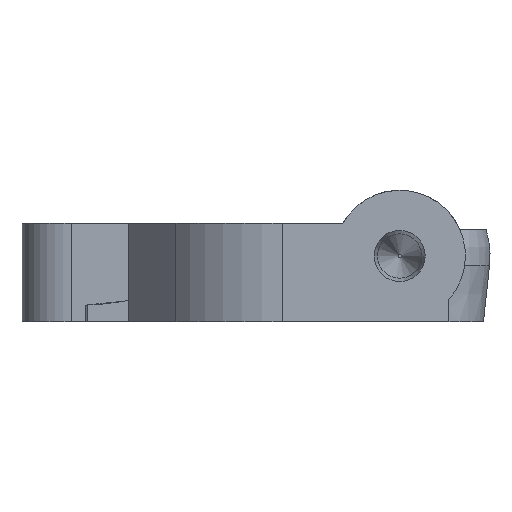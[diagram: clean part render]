
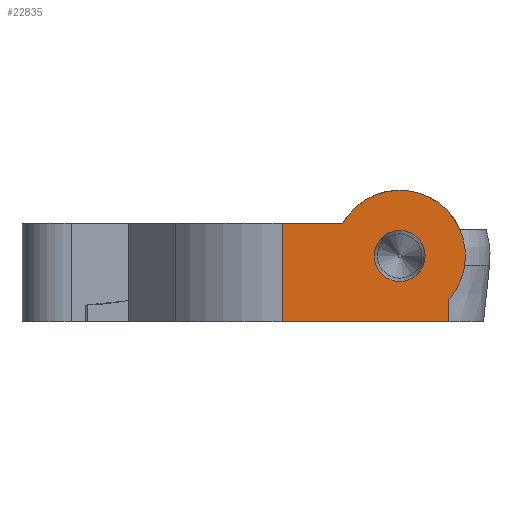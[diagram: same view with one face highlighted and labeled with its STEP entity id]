
A CAD part, left-side view. The second image highlights one B-rep face of the part: STEP entity #22835.
In plain terms, the highlighted planar face has unit normal (-1, 0, 0).
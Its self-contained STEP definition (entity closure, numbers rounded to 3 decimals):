
#123 = PLANE('',#124);
#124 = AXIS2_PLACEMENT_3D('',#125,#126,#127);
#125 = CARTESIAN_POINT('',(2.677,-51.935,
    0.));
#126 = DIRECTION('',(0.,0.,-1.));
#127 = DIRECTION('',(0.,-1.,0.));
#2132 = PLANE('',#2133);
#2133 = AXIS2_PLACEMENT_3D('',#2134,#2135,#2136);
#2134 = CARTESIAN_POINT('',(0.,-63.,3.));
#2135 = DIRECTION('',(-0.,-1.,-0.));
#2136 = DIRECTION('',(0.,0.,-1.));
#2557 = EDGE_CURVE('',#2558,#2560,#2562,.T.);
#2558 = VERTEX_POINT('',#2559);
#2559 = CARTESIAN_POINT('',(-40.,-63.,0.));
#2560 = VERTEX_POINT('',#2561);
#2561 = CARTESIAN_POINT('',(-40.,-63.,1.354));
#2562 = SURFACE_CURVE('',#2563,(#2567,#2574),.PCURVE_S1.);
#2563 = LINE('',#2564,#2565);
#2564 = CARTESIAN_POINT('',(-40.,-63.,0.));
#2565 = VECTOR('',#2566,1.);
#2566 = DIRECTION('',(0.,0.,1.));
#2567 = PCURVE('',#2132,#2568);
#2568 = DEFINITIONAL_REPRESENTATION('',(#2569),#2573);
#2569 = LINE('',#2570,#2571);
#2570 = CARTESIAN_POINT('',(3.,-40.));
#2571 = VECTOR('',#2572,1.);
#2572 = DIRECTION('',(-1.,0.));
#2573 = ( GEOMETRIC_REPRESENTATION_CONTEXT(2) 
PARAMETRIC_REPRESENTATION_CONTEXT() REPRESENTATION_CONTEXT('2D SPACE',''
  ) );
#2574 = PCURVE('',#2575,#2580);
#2575 = PLANE('',#2576);
#2576 = AXIS2_PLACEMENT_3D('',#2577,#2578,#2579);
#2577 = CARTESIAN_POINT('',(-40.,-58.117,3.357));
#2578 = DIRECTION('',(-1.,0.,0.));
#2579 = DIRECTION('',(0.,0.,-1.));
#2580 = DEFINITIONAL_REPRESENTATION('',(#2581),#2585);
#2581 = LINE('',#2582,#2583);
#2582 = CARTESIAN_POINT('',(3.357,4.883));
#2583 = VECTOR('',#2584,1.);
#2584 = DIRECTION('',(-1.,0.));
#2585 = ( GEOMETRIC_REPRESENTATION_CONTEXT(2) 
PARAMETRIC_REPRESENTATION_CONTEXT() REPRESENTATION_CONTEXT('2D SPACE',''
  ) );
#2767 = CYLINDRICAL_SURFACE('',#2768,4.);
#2768 = AXIS2_PLACEMENT_3D('',#2769,#2770,#2771);
#2769 = CARTESIAN_POINT('',(-40.,-60.,4.));
#2770 = DIRECTION('',(1.,0.,0.));
#2771 = DIRECTION('',(0.,1.,0.));
#2955 = PLANE('',#2956);
#2956 = AXIS2_PLACEMENT_3D('',#2957,#2958,#2959);
#2957 = CARTESIAN_POINT('',(2.756,-51.503,6.));
#2958 = DIRECTION('',(0.,0.,1.));
#2959 = DIRECTION('',(1.,0.,0.));
#3467 = CYLINDRICAL_SURFACE('',#3468,8.118);
#3468 = AXIS2_PLACEMENT_3D('',#3469,#3470,#3471);
#3469 = CARTESIAN_POINT('',(-31.882,-52.844,0.));
#3470 = DIRECTION('',(-0.,-0.,-1.));
#3471 = DIRECTION('',(1.,0.,0.));
#3505 = VERTEX_POINT('',#3506);
#3506 = CARTESIAN_POINT('',(-40.,-52.844,6.));
#3528 = EDGE_CURVE('',#3529,#3505,#3531,.T.);
#3529 = VERTEX_POINT('',#3530);
#3530 = CARTESIAN_POINT('',(-40.,-52.844,0.));
#3531 = SURFACE_CURVE('',#3532,(#3536,#3543),.PCURVE_S1.);
#3532 = LINE('',#3533,#3534);
#3533 = CARTESIAN_POINT('',(-40.,-52.844,0.));
#3534 = VECTOR('',#3535,1.);
#3535 = DIRECTION('',(0.,0.,1.));
#3536 = PCURVE('',#3467,#3537);
#3537 = DEFINITIONAL_REPRESENTATION('',(#3538),#3542);
#3538 = LINE('',#3539,#3540);
#3539 = CARTESIAN_POINT('',(-3.142,0.));
#3540 = VECTOR('',#3541,1.);
#3541 = DIRECTION('',(-0.,-1.));
#3542 = ( GEOMETRIC_REPRESENTATION_CONTEXT(2) 
PARAMETRIC_REPRESENTATION_CONTEXT() REPRESENTATION_CONTEXT('2D SPACE',''
  ) );
#3543 = PCURVE('',#2575,#3544);
#3544 = DEFINITIONAL_REPRESENTATION('',(#3545),#3549);
#3545 = LINE('',#3546,#3547);
#3546 = CARTESIAN_POINT('',(3.357,-5.273));
#3547 = VECTOR('',#3548,1.);
#3548 = DIRECTION('',(-1.,0.));
#3549 = ( GEOMETRIC_REPRESENTATION_CONTEXT(2) 
PARAMETRIC_REPRESENTATION_CONTEXT() REPRESENTATION_CONTEXT('2D SPACE',''
  ) );
#3582 = EDGE_CURVE('',#3505,#3583,#3585,.T.);
#3583 = VERTEX_POINT('',#3584);
#3584 = CARTESIAN_POINT('',(-40.,-56.536,6.));
#3585 = SURFACE_CURVE('',#3586,(#3590,#3597),.PCURVE_S1.);
#3586 = LINE('',#3587,#3588);
#3587 = CARTESIAN_POINT('',(-40.,-52.844,6.));
#3588 = VECTOR('',#3589,1.);
#3589 = DIRECTION('',(0.,-1.,0.));
#3590 = PCURVE('',#2955,#3591);
#3591 = DEFINITIONAL_REPRESENTATION('',(#3592),#3596);
#3592 = LINE('',#3593,#3594);
#3593 = CARTESIAN_POINT('',(-42.756,-1.34));
#3594 = VECTOR('',#3595,1.);
#3595 = DIRECTION('',(0.,-1.));
#3596 = ( GEOMETRIC_REPRESENTATION_CONTEXT(2) 
PARAMETRIC_REPRESENTATION_CONTEXT() REPRESENTATION_CONTEXT('2D SPACE',''
  ) );
#3597 = PCURVE('',#2575,#3598);
#3598 = DEFINITIONAL_REPRESENTATION('',(#3599),#3603);
#3599 = LINE('',#3600,#3601);
#3600 = CARTESIAN_POINT('',(-2.643,-5.273));
#3601 = VECTOR('',#3602,1.);
#3602 = DIRECTION('',(0.,1.));
#3603 = ( GEOMETRIC_REPRESENTATION_CONTEXT(2) 
PARAMETRIC_REPRESENTATION_CONTEXT() REPRESENTATION_CONTEXT('2D SPACE',''
  ) );
#22761 = EDGE_CURVE('',#22762,#2558,#22764,.T.);
#22762 = VERTEX_POINT('',#22763);
#22763 = CARTESIAN_POINT('',(-40.,-60.,0.));
#22764 = SURFACE_CURVE('',#22765,(#22769,#22776),.PCURVE_S1.);
#22765 = LINE('',#22766,#22767);
#22766 = CARTESIAN_POINT('',(-40.,-52.844,0.));
#22767 = VECTOR('',#22768,1.);
#22768 = DIRECTION('',(0.,-1.,0.));
#22769 = PCURVE('',#123,#22770);
#22770 = DEFINITIONAL_REPRESENTATION('',(#22771),#22775);
#22771 = LINE('',#22772,#22773);
#22772 = CARTESIAN_POINT('',(0.908,42.677));
#22773 = VECTOR('',#22774,1.);
#22774 = DIRECTION('',(1.,0.));
#22775 = ( GEOMETRIC_REPRESENTATION_CONTEXT(2) 
PARAMETRIC_REPRESENTATION_CONTEXT() REPRESENTATION_CONTEXT('2D SPACE',''
  ) );
#22776 = PCURVE('',#2575,#22777);
#22777 = DEFINITIONAL_REPRESENTATION('',(#22778),#22782);
#22778 = LINE('',#22779,#22780);
#22779 = CARTESIAN_POINT('',(3.357,-5.273));
#22780 = VECTOR('',#22781,1.);
#22781 = DIRECTION('',(0.,1.));
#22782 = ( GEOMETRIC_REPRESENTATION_CONTEXT(2) 
PARAMETRIC_REPRESENTATION_CONTEXT() REPRESENTATION_CONTEXT('2D SPACE',''
  ) );
#22784 = EDGE_CURVE('',#3529,#22762,#22785,.T.);
#22785 = SURFACE_CURVE('',#22786,(#22790,#22797),.PCURVE_S1.);
#22786 = LINE('',#22787,#22788);
#22787 = CARTESIAN_POINT('',(-40.,-52.844,0.));
#22788 = VECTOR('',#22789,1.);
#22789 = DIRECTION('',(0.,-1.,0.));
#22790 = PCURVE('',#123,#22791);
#22791 = DEFINITIONAL_REPRESENTATION('',(#22792),#22796);
#22792 = LINE('',#22793,#22794);
#22793 = CARTESIAN_POINT('',(0.908,42.677));
#22794 = VECTOR('',#22795,1.);
#22795 = DIRECTION('',(1.,0.));
#22796 = ( GEOMETRIC_REPRESENTATION_CONTEXT(2) 
PARAMETRIC_REPRESENTATION_CONTEXT() REPRESENTATION_CONTEXT('2D SPACE',''
  ) );
#22797 = PCURVE('',#2575,#22798);
#22798 = DEFINITIONAL_REPRESENTATION('',(#22799),#22803);
#22799 = LINE('',#22800,#22801);
#22800 = CARTESIAN_POINT('',(3.357,-5.273));
#22801 = VECTOR('',#22802,1.);
#22802 = DIRECTION('',(0.,1.));
#22803 = ( GEOMETRIC_REPRESENTATION_CONTEXT(2) 
PARAMETRIC_REPRESENTATION_CONTEXT() REPRESENTATION_CONTEXT('2D SPACE',''
  ) );
#22835 = ADVANCED_FACE('',(#22836,#22869),#2575,.T.);
#22836 = FACE_BOUND('',#22837,.T.);
#22837 = EDGE_LOOP('',(#22838,#22839,#22840,#22841,#22867,#22868));
#22838 = ORIENTED_EDGE('',*,*,#22784,.T.);
#22839 = ORIENTED_EDGE('',*,*,#22761,.T.);
#22840 = ORIENTED_EDGE('',*,*,#2557,.T.);
#22841 = ORIENTED_EDGE('',*,*,#22842,.F.);
#22842 = EDGE_CURVE('',#3583,#2560,#22843,.T.);
#22843 = SURFACE_CURVE('',#22844,(#22849,#22860),.PCURVE_S1.);
#22844 = CIRCLE('',#22845,4.);
#22845 = AXIS2_PLACEMENT_3D('',#22846,#22847,#22848);
#22846 = CARTESIAN_POINT('',(-40.,-60.,4.));
#22847 = DIRECTION('',(1.,0.,0.));
#22848 = DIRECTION('',(0.,1.,0.));
#22849 = PCURVE('',#2575,#22850);
#22850 = DEFINITIONAL_REPRESENTATION('',(#22851),#22859);
#22851 = ( BOUNDED_CURVE() B_SPLINE_CURVE(2,(#22852,#22853,#22854,#22855
    ,#22856,#22857,#22858),.UNSPECIFIED.,.T.,.F.) 
B_SPLINE_CURVE_WITH_KNOTS((1,2,2,2,2,1),(-2.094,0.,
    2.094,4.189,6.283,8.378),
.UNSPECIFIED.) CURVE() GEOMETRIC_REPRESENTATION_ITEM() 
RATIONAL_B_SPLINE_CURVE((1.,0.5,1.,0.5,1.,0.5,1.)) REPRESENTATION_ITEM(
  '') );
#22852 = CARTESIAN_POINT('',(-0.643,-2.117));
#22853 = CARTESIAN_POINT('',(-7.571,-2.117));
#22854 = CARTESIAN_POINT('',(-4.107,3.883));
#22855 = CARTESIAN_POINT('',(-0.643,9.883));
#22856 = CARTESIAN_POINT('',(2.821,3.883));
#22857 = CARTESIAN_POINT('',(6.285,-2.117));
#22858 = CARTESIAN_POINT('',(-0.643,-2.117));
#22859 = ( GEOMETRIC_REPRESENTATION_CONTEXT(2) 
PARAMETRIC_REPRESENTATION_CONTEXT() REPRESENTATION_CONTEXT('2D SPACE',''
  ) );
#22860 = PCURVE('',#2767,#22861);
#22861 = DEFINITIONAL_REPRESENTATION('',(#22862),#22866);
#22862 = LINE('',#22863,#22864);
#22863 = CARTESIAN_POINT('',(0.,0.));
#22864 = VECTOR('',#22865,1.);
#22865 = DIRECTION('',(1.,0.));
#22866 = ( GEOMETRIC_REPRESENTATION_CONTEXT(2) 
PARAMETRIC_REPRESENTATION_CONTEXT() REPRESENTATION_CONTEXT('2D SPACE',''
  ) );
#22867 = ORIENTED_EDGE('',*,*,#3582,.F.);
#22868 = ORIENTED_EDGE('',*,*,#3528,.F.);
#22869 = FACE_BOUND('',#22870,.T.);
#22870 = EDGE_LOOP('',(#22871));
#22871 = ORIENTED_EDGE('',*,*,#22872,.T.);
#22872 = EDGE_CURVE('',#22873,#22873,#22875,.T.);
#22873 = VERTEX_POINT('',#22874);
#22874 = CARTESIAN_POINT('',(-40.,-58.45,4.));
#22875 = SURFACE_CURVE('',#22876,(#22881,#22892),.PCURVE_S1.);
#22876 = CIRCLE('',#22877,1.55);
#22877 = AXIS2_PLACEMENT_3D('',#22878,#22879,#22880);
#22878 = CARTESIAN_POINT('',(-40.,-60.,4.));
#22879 = DIRECTION('',(1.,0.,0.));
#22880 = DIRECTION('',(0.,1.,0.));
#22881 = PCURVE('',#2575,#22882);
#22882 = DEFINITIONAL_REPRESENTATION('',(#22883),#22891);
#22883 = ( BOUNDED_CURVE() B_SPLINE_CURVE(2,(#22884,#22885,#22886,#22887
    ,#22888,#22889,#22890),.UNSPECIFIED.,.T.,.F.) 
B_SPLINE_CURVE_WITH_KNOTS((1,2,2,2,2,1),(-2.094,0.,
    2.094,4.189,6.283,8.378),
.UNSPECIFIED.) CURVE() GEOMETRIC_REPRESENTATION_ITEM() 
RATIONAL_B_SPLINE_CURVE((1.,0.5,1.,0.5,1.,0.5,1.)) REPRESENTATION_ITEM(
  '') );
#22884 = CARTESIAN_POINT('',(-0.643,0.333));
#22885 = CARTESIAN_POINT('',(-3.328,0.333));
#22886 = CARTESIAN_POINT('',(-1.985,2.658));
#22887 = CARTESIAN_POINT('',(-0.643,4.983));
#22888 = CARTESIAN_POINT('',(0.699,2.658));
#22889 = CARTESIAN_POINT('',(2.042,0.333));
#22890 = CARTESIAN_POINT('',(-0.643,0.333));
#22891 = ( GEOMETRIC_REPRESENTATION_CONTEXT(2) 
PARAMETRIC_REPRESENTATION_CONTEXT() REPRESENTATION_CONTEXT('2D SPACE',''
  ) );
#22892 = PCURVE('',#22893,#22898);
#22893 = CONICAL_SURFACE('',#22894,1.55,0.197);
#22894 = AXIS2_PLACEMENT_3D('',#22895,#22896,#22897);
#22895 = CARTESIAN_POINT('',(-40.,-60.,4.));
#22896 = DIRECTION('',(-1.,0.,0.));
#22897 = DIRECTION('',(0.,1.,0.));
#22898 = DEFINITIONAL_REPRESENTATION('',(#22899),#22902);
#22899 = B_SPLINE_CURVE_WITH_KNOTS('',1,(#22900,#22901),.UNSPECIFIED.,
  .F.,.F.,(2,2),(0.,6.283),.PIECEWISE_BEZIER_KNOTS.);
#22900 = CARTESIAN_POINT('',(0.,0.));
#22901 = CARTESIAN_POINT('',(-6.283,0.));
#22902 = ( GEOMETRIC_REPRESENTATION_CONTEXT(2) 
PARAMETRIC_REPRESENTATION_CONTEXT() REPRESENTATION_CONTEXT('2D SPACE',''
  ) );
